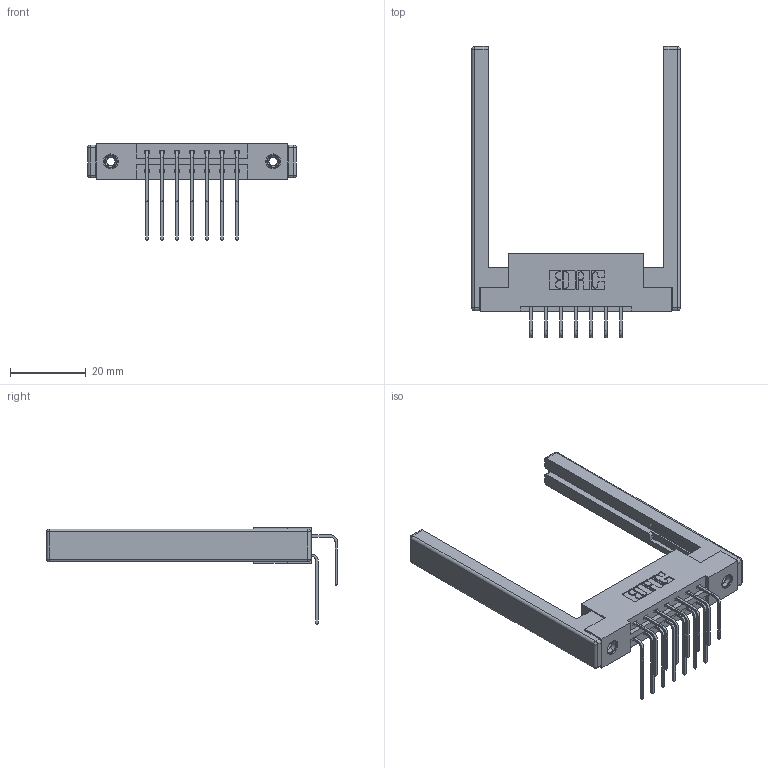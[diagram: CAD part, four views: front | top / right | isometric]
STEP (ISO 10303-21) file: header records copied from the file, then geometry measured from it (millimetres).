
FILE_DESCRIPTION (( 'STEP AP203' ), '1' );
FILE_NAME ('337-014-558-268.STEP', '2019-10-08T12:02:25', ( '' ), ( '' ), 'SwSTEP 2.0', 'SolidWorks 2016', '' );
FILE_SCHEMA (( 'CONFIG_CONTROL_DESIGN' ));
Length unit declared in the file: inch
Products named in the file (6): 345-292-001_558 Tail - 2; 345-292-001_558 559 Tail - 1; 337 Part_Flush Mounting Lugs - 0.156 Dia-TI; 337-014-558-268; 345-250-001_345-250-001-102; 307-220-068
Assembly tree (19 placements, depth 2):
  337-014-558-268
    337 Part_Flush Mounting Lugs - 0.156 Dia-TI
    345-292-001_558 559 Tail - 1  x7
    345-292-001_558 Tail - 2  x7
    345-250-001_345-250-001-102  x2
    307-220-068  x2
Bounding box: 55.17 x 76.9 x 25.53 mm (x, y, z)
Volume: 9813.8 mm3; surface area: 10237.4 mm2
Topology: 19 solids, 19 shells, 1052 faces, 3039 edges, 1986 vertices
Faces by surface type: plane 718, cylinder 310, cone 12, sphere 8, torus 4
Entity records: 14498 total; most frequent: CARTESIAN_POINT 2482, ORIENTED_EDGE 2356, DIRECTION 2228, EDGE_CURVE 1178, VECTOR 960, LINE 960, VERTEX_POINT 774, AXIS2_PLACEMENT_3D 634
